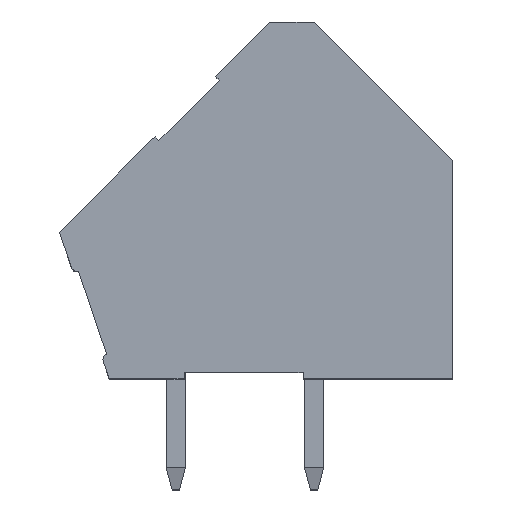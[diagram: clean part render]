
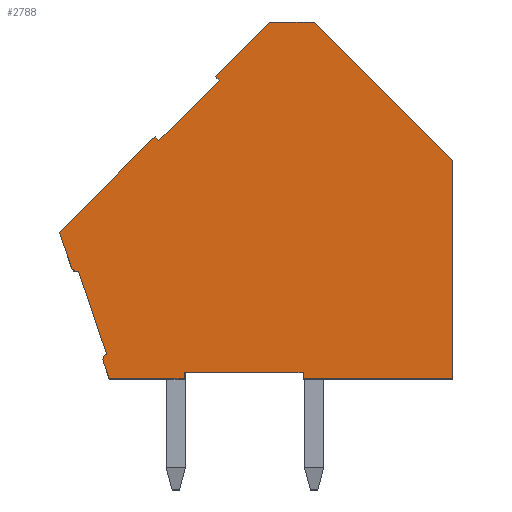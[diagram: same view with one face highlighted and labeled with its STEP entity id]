
A CAD part, top view. The second image highlights one B-rep face of the part: STEP entity #2788.
In plain terms, the highlighted planar face has unit normal (0, 0, 1).
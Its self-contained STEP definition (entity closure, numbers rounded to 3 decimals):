
#25=CIRCLE('',#2943,0.2);
#26=CIRCLE('',#2944,0.2);
#120=FACE_OUTER_BOUND('',#276,.T.);
#276=EDGE_LOOP('',(#2152,#2153,#2154,#2155,#2156,#2157,#2158,#2159,#2160,
#2161,#2162,#2163,#2164,#2165,#2166,#2167,#2168,#2169));
#377=LINE('',#3769,#757);
#389=LINE('',#3793,#769);
#392=LINE('',#3799,#772);
#403=LINE('',#3821,#783);
#406=LINE('',#3827,#786);
#417=LINE('',#3849,#797);
#420=LINE('',#3855,#800);
#431=LINE('',#3877,#811);
#469=LINE('',#3955,#849);
#599=LINE('',#4214,#979);
#605=LINE('',#4227,#985);
#606=LINE('',#4228,#986);
#607=LINE('',#4230,#987);
#608=LINE('',#4231,#988);
#609=LINE('',#4233,#989);
#610=LINE('',#4237,#990);
#757=VECTOR('',#3051,4.879);
#769=VECTOR('',#3065,0.2);
#772=VECTOR('',#3070,3.1);
#783=VECTOR('',#3083,0.2);
#786=VECTOR('',#3088,2.769);
#797=VECTOR('',#3101,1.6);
#800=VECTOR('',#3106,7.071);
#811=VECTOR('',#3119,7.9);
#849=VECTOR('',#3179,4.3);
#979=VECTOR('',#3395,0.25);
#985=VECTOR('',#3405,0.683);
#986=VECTOR('',#3406,2.7);
#987=VECTOR('',#3407,0.25);
#988=VECTOR('',#3408,5.4);
#989=VECTOR('',#3409,1.346);
#990=VECTOR('',#3412,3.168);
#1137=VERTEX_POINT('',#3767);
#1138=VERTEX_POINT('',#3768);
#1149=VERTEX_POINT('',#3792);
#1151=VERTEX_POINT('',#3798);
#1161=VERTEX_POINT('',#3820);
#1163=VERTEX_POINT('',#3826);
#1173=VERTEX_POINT('',#3848);
#1175=VERTEX_POINT('',#3854);
#1185=VERTEX_POINT('',#3876);
#1213=VERTEX_POINT('',#3953);
#1214=VERTEX_POINT('',#3954);
#1300=VERTEX_POINT('',#4213);
#1304=VERTEX_POINT('',#4225);
#1305=VERTEX_POINT('',#4226);
#1306=VERTEX_POINT('',#4229);
#1307=VERTEX_POINT('',#4232);
#1308=VERTEX_POINT('',#4234);
#1309=VERTEX_POINT('',#4236);
#1395=EDGE_CURVE('',#1137,#1138,#377,.T.);
#1407=EDGE_CURVE('',#1138,#1149,#389,.T.);
#1410=EDGE_CURVE('',#1149,#1151,#392,.T.);
#1421=EDGE_CURVE('',#1151,#1161,#403,.T.);
#1424=EDGE_CURVE('',#1161,#1163,#406,.T.);
#1435=EDGE_CURVE('',#1163,#1173,#417,.T.);
#1438=EDGE_CURVE('',#1173,#1175,#420,.T.);
#1449=EDGE_CURVE('',#1175,#1185,#431,.T.);
#1487=EDGE_CURVE('',#1213,#1214,#469,.T.);
#1617=EDGE_CURVE('',#1214,#1300,#599,.T.);
#1623=EDGE_CURVE('',#1304,#1305,#605,.T.);
#1624=EDGE_CURVE('',#1300,#1305,#606,.T.);
#1625=EDGE_CURVE('',#1306,#1213,#607,.T.);
#1626=EDGE_CURVE('',#1185,#1306,#608,.T.);
#1627=EDGE_CURVE('',#1307,#1137,#609,.T.);
#1628=EDGE_CURVE('',#1308,#1307,#25,.T.);
#1629=EDGE_CURVE('',#1309,#1308,#610,.T.);
#1630=EDGE_CURVE('',#1304,#1309,#26,.T.);
#2152=ORIENTED_EDGE('',*,*,#1623,.T.);
#2153=ORIENTED_EDGE('',*,*,#1624,.F.);
#2154=ORIENTED_EDGE('',*,*,#1617,.F.);
#2155=ORIENTED_EDGE('',*,*,#1487,.F.);
#2156=ORIENTED_EDGE('',*,*,#1625,.F.);
#2157=ORIENTED_EDGE('',*,*,#1626,.F.);
#2158=ORIENTED_EDGE('',*,*,#1449,.F.);
#2159=ORIENTED_EDGE('',*,*,#1438,.F.);
#2160=ORIENTED_EDGE('',*,*,#1435,.F.);
#2161=ORIENTED_EDGE('',*,*,#1424,.F.);
#2162=ORIENTED_EDGE('',*,*,#1421,.F.);
#2163=ORIENTED_EDGE('',*,*,#1410,.F.);
#2164=ORIENTED_EDGE('',*,*,#1407,.F.);
#2165=ORIENTED_EDGE('',*,*,#1395,.F.);
#2166=ORIENTED_EDGE('',*,*,#1627,.F.);
#2167=ORIENTED_EDGE('',*,*,#1628,.F.);
#2168=ORIENTED_EDGE('',*,*,#1629,.F.);
#2169=ORIENTED_EDGE('',*,*,#1630,.F.);
#2646=PLANE('',#2942);
#2788=ADVANCED_FACE('',(#120),#2646,.T.);
#2942=AXIS2_PLACEMENT_3D('',#4224,#3403,#3404);
#2943=AXIS2_PLACEMENT_3D('',#4235,#3410,#3411);
#2944=AXIS2_PLACEMENT_3D('',#4238,#3413,#3414);
#3051=DIRECTION('',(0.707,0.707,0.));
#3065=DIRECTION('',(0.707,-0.707,0.));
#3070=DIRECTION('',(0.707,0.707,0.));
#3083=DIRECTION('',(-0.707,0.707,0.));
#3088=DIRECTION('',(0.707,0.707,0.));
#3101=DIRECTION('',(1.,0.,0.));
#3106=DIRECTION('',(0.707,-0.707,0.));
#3119=DIRECTION('',(0.,-1.,0.));
#3179=DIRECTION('',(-1.,0.,0.));
#3395=DIRECTION('',(0.,-1.,0.));
#3403=DIRECTION('center_axis',(0.,0.,1.));
#3404=DIRECTION('ref_axis',(1.,0.,0.));
#3405=DIRECTION('',(0.322,-0.947,0.));
#3406=DIRECTION('',(-1.,0.,0.));
#3407=DIRECTION('',(0.,1.,0.));
#3408=DIRECTION('',(-1.,0.,0.));
#3409=DIRECTION('',(-0.322,0.947,0.));
#3410=DIRECTION('center_axis',(0.,0.,-1.));
#3411=DIRECTION('ref_axis',(0.947,0.322,0.));
#3412=DIRECTION('',(-0.322,0.947,0.));
#3413=DIRECTION('center_axis',(0.,0.,-1.));
#3414=DIRECTION('ref_axis',(0.322,-0.947,0.));
#3767=CARTESIAN_POINT('',(-14.2,5.3,7.5));
#3768=CARTESIAN_POINT('',(-10.75,8.75,7.5));
#3769=CARTESIAN_POINT('',(-10.984,8.516,7.5));
#3792=CARTESIAN_POINT('',(-10.608,8.609,7.5));
#3793=CARTESIAN_POINT('',(-8.727,6.728,7.5));
#3798=CARTESIAN_POINT('',(-8.416,10.801,7.5));
#3799=CARTESIAN_POINT('',(-9.747,9.47,7.5));
#3820=CARTESIAN_POINT('',(-8.558,10.942,7.5));
#3821=CARTESIAN_POINT('',(-6.606,8.991,7.5));
#3826=CARTESIAN_POINT('',(-6.6,12.9,7.5));
#3827=CARTESIAN_POINT('',(-8.909,10.591,7.5));
#3848=CARTESIAN_POINT('',(-5.,12.9,7.5));
#3849=CARTESIAN_POINT('',(-6.158,12.9,7.5));
#3854=CARTESIAN_POINT('',(0.,7.9,7.5));
#3855=CARTESIAN_POINT('',(-0.948,8.848,7.5));
#3876=CARTESIAN_POINT('',(0.,0.,7.5));
#3877=CARTESIAN_POINT('',(0.,1.041,7.5));
#3953=CARTESIAN_POINT('',(-5.4,0.25,7.5));
#3954=CARTESIAN_POINT('',(-9.7,0.25,7.5));
#3955=CARTESIAN_POINT('',(-9.108,0.25,7.5));
#4213=CARTESIAN_POINT('',(-9.7,0.,7.5));
#4214=CARTESIAN_POINT('',(-9.7,0.5,7.5));
#4224=CARTESIAN_POINT('Origin',(0.,0.,7.5));
#4225=CARTESIAN_POINT('',(-12.62,0.646,7.5));
#4226=CARTESIAN_POINT('',(-12.4,0.,7.5));
#4227=CARTESIAN_POINT('',(-11.869,-1.565,7.5));
#4228=CARTESIAN_POINT('',(-9.7,0.,7.5));
#4229=CARTESIAN_POINT('',(-5.4,0.,7.5));
#4230=CARTESIAN_POINT('',(-5.4,0.,7.5));
#4231=CARTESIAN_POINT('',(0.,0.,7.5));
#4232=CARTESIAN_POINT('',(-13.767,4.025,7.5));
#4233=CARTESIAN_POINT('',(-13.704,3.839,7.5));
#4234=CARTESIAN_POINT('',(-13.513,3.9,7.5));
#4235=CARTESIAN_POINT('Origin',(-13.578,4.089,7.5));
#4236=CARTESIAN_POINT('',(-12.494,0.9,7.5));
#4237=CARTESIAN_POINT('',(-13.266,3.171,7.5));
#4238=CARTESIAN_POINT('Origin',(-12.43,0.711,7.5));
